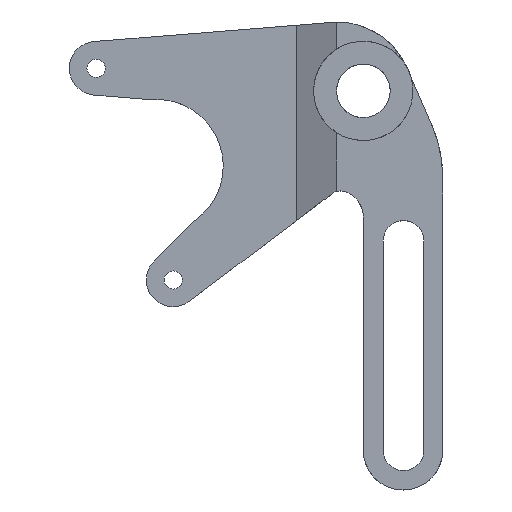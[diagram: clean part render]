
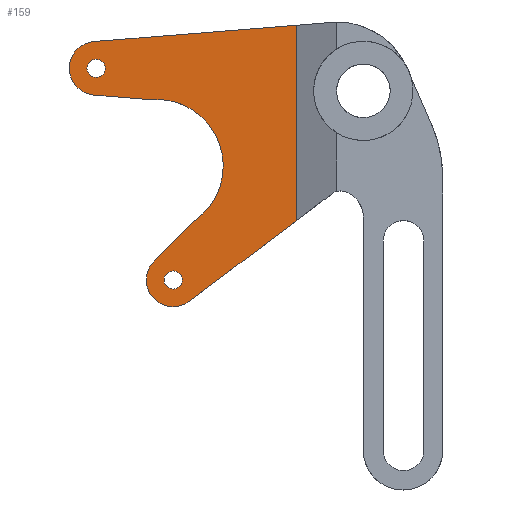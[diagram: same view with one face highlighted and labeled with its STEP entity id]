
A CAD part, top view. The second image highlights one B-rep face of the part: STEP entity #159.
In plain terms, the highlighted planar face has unit normal (0, 0, 1).
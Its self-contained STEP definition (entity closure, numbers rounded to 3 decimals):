
#159=ADVANCED_FACE('',(#309,#310,#272),#1007,.T.);
#272=FACE_OUTER_BOUND('',#400,.F.);
#309=FACE_BOUND('',#398,.F.);
#310=FACE_BOUND('',#399,.F.);
#398=EDGE_LOOP('',(#816,#817));
#399=EDGE_LOOP('',(#818,#819));
#400=EDGE_LOOP('',(#820,#821,#822,#823,#824,#825,#826,#827));
#816=ORIENTED_EDGE('',*,*,#1600,.T.);
#817=ORIENTED_EDGE('',*,*,#1599,.T.);
#818=ORIENTED_EDGE('',*,*,#1602,.T.);
#819=ORIENTED_EDGE('',*,*,#1601,.T.);
#820=ORIENTED_EDGE('',*,*,#1609,.T.);
#821=ORIENTED_EDGE('',*,*,#1608,.F.);
#822=ORIENTED_EDGE('',*,*,#1607,.T.);
#823=ORIENTED_EDGE('',*,*,#1606,.T.);
#824=ORIENTED_EDGE('',*,*,#1605,.T.);
#825=ORIENTED_EDGE('',*,*,#1604,.F.);
#826=ORIENTED_EDGE('',*,*,#1603,.T.);
#827=ORIENTED_EDGE('',*,*,#1551,.T.);
#1007=PLANE('',#2091);
#1146=LINE('',#3058,#1318);
#1173=LINE('',#3110,#1345);
#1174=LINE('',#3112,#1346);
#1175=LINE('',#3114,#1347);
#1176=LINE('',#3116,#1348);
#1318=VECTOR('',#2357,72.873);
#1345=VECTOR('',#2434,75.69);
#1346=VECTOR('',#2437,21.109);
#1347=VECTOR('',#2440,21.157);
#1348=VECTOR('',#2443,49.75);
#1551=EDGE_CURVE('',#1883,#1886,#1146,.T.);
#1599=EDGE_CURVE('',#1752,#1751,#1724,.T.);
#1600=EDGE_CURVE('',#1751,#1752,#1725,.T.);
#1601=EDGE_CURVE('',#1750,#1749,#1726,.T.);
#1602=EDGE_CURVE('',#1749,#1750,#1727,.T.);
#1603=EDGE_CURVE('',#1748,#1883,#1173,.T.);
#1604=EDGE_CURVE('',#1748,#1747,#1728,.T.);
#1605=EDGE_CURVE('',#1746,#1747,#1174,.T.);
#1606=EDGE_CURVE('',#1745,#1746,#1729,.T.);
#1607=EDGE_CURVE('',#1744,#1745,#1175,.T.);
#1608=EDGE_CURVE('',#1744,#1743,#1730,.T.);
#1609=EDGE_CURVE('',#1886,#1743,#1176,.T.);
#1724=CIRCLE('',#1999,3.4);
#1725=CIRCLE('',#2000,3.4);
#1726=CIRCLE('',#2001,3.4);
#1727=CIRCLE('',#2002,3.4);
#1728=CIRCLE('',#2003,10.);
#1729=CIRCLE('',#2004,24.871);
#1730=CIRCLE('',#2005,10.);
#1743=VERTEX_POINT('',#2721);
#1744=VERTEX_POINT('',#2722);
#1745=VERTEX_POINT('',#2723);
#1746=VERTEX_POINT('',#2724);
#1747=VERTEX_POINT('',#2725);
#1748=VERTEX_POINT('',#2726);
#1749=VERTEX_POINT('',#2727);
#1750=VERTEX_POINT('',#2728);
#1751=VERTEX_POINT('',#2729);
#1752=VERTEX_POINT('',#2730);
#1883=VERTEX_POINT('',#2861);
#1886=VERTEX_POINT('',#2864);
#1999=AXIS2_PLACEMENT_3D('',#3106,#2426,#2427);
#2000=AXIS2_PLACEMENT_3D('',#3107,#2428,#2429);
#2001=AXIS2_PLACEMENT_3D('',#3108,#2430,#2431);
#2002=AXIS2_PLACEMENT_3D('',#3109,#2432,#2433);
#2003=AXIS2_PLACEMENT_3D('',#3111,#2435,#2436);
#2004=AXIS2_PLACEMENT_3D('',#3113,#2438,#2439);
#2005=AXIS2_PLACEMENT_3D('',#3115,#2441,#2442);
#2091=AXIS2_PLACEMENT_3D('',#3253,#2643,#2644);
#2357=DIRECTION('',(0.,-1.,0.));
#2426=DIRECTION('',(0.,0.,1.));
#2427=DIRECTION('',(0.,1.,0.));
#2428=DIRECTION('',(0.,0.,1.));
#2429=DIRECTION('',(0.,-1.,0.));
#2430=DIRECTION('',(0.,0.,1.));
#2431=DIRECTION('',(0.,1.,0.));
#2432=DIRECTION('',(0.,0.,1.));
#2433=DIRECTION('',(0.,-1.,0.));
#2434=DIRECTION('',(0.997,0.08,0.));
#2435=DIRECTION('',(0.,0.,1.));
#2436=DIRECTION('',(-0.081,0.997,0.));
#2437=DIRECTION('',(-0.997,0.082,0.));
#2438=DIRECTION('',(0.,0.,1.));
#2439=DIRECTION('',(0.569,-0.822,0.));
#2440=DIRECTION('',(0.709,0.705,0.));
#2441=DIRECTION('',(0.,0.,1.));
#2442=DIRECTION('',(-0.705,0.709,0.));
#2443=DIRECTION('',(-0.798,-0.602,0.));
#2643=DIRECTION('',(0.,0.,1.));
#2644=DIRECTION('',(-0.958,0.286,0.));
#2721=CARTESIAN_POINT('',(-14.377,-96.037,
-9.));
#2722=CARTESIAN_POINT('',(-27.614,-81.088,
-9.));
#2723=CARTESIAN_POINT('',(-12.611,-66.17,
-9.));
#2724=CARTESIAN_POINT('',(-29.069,-20.951,
-9.));
#2725=CARTESIAN_POINT('',(-50.106,-19.212,-9.));
#2726=CARTESIAN_POINT('',(-50.106,0.722,
-9.));
#2727=CARTESIAN_POINT('',(-20.563,-91.579,
-9.));
#2728=CARTESIAN_POINT('',(-20.563,-84.779,
-9.));
#2729=CARTESIAN_POINT('',(-49.292,-12.645,
-9.));
#2730=CARTESIAN_POINT('',(-49.292,-5.845,
-9.));
#2861=CARTESIAN_POINT('',(25.34,6.795,-9.));
#2864=CARTESIAN_POINT('',(25.34,-66.078,-9.));
#3058=CARTESIAN_POINT('',(25.34,6.795,-9.));
#3106=CARTESIAN_POINT('',(-49.292,-9.245,
-9.));
#3107=CARTESIAN_POINT('',(-49.292,-9.245,
-9.));
#3108=CARTESIAN_POINT('',(-20.563,-88.179,
-9.));
#3109=CARTESIAN_POINT('',(-20.563,-88.179,
-9.));
#3110=CARTESIAN_POINT('',(-50.106,0.722,
-9.));
#3111=CARTESIAN_POINT('',(-49.293,-9.245,
-9.));
#3112=CARTESIAN_POINT('',(-29.069,-20.951,
-9.));
#3113=CARTESIAN_POINT('',(-26.759,-45.715,
-9.));
#3114=CARTESIAN_POINT('',(-27.614,-81.088,
-9.));
#3115=CARTESIAN_POINT('',(-20.563,-88.179,
-9.));
#3116=CARTESIAN_POINT('',(25.34,-66.078,
-9.));
#3253=CARTESIAN_POINT('',(123.595,-13.688,
-9.));
